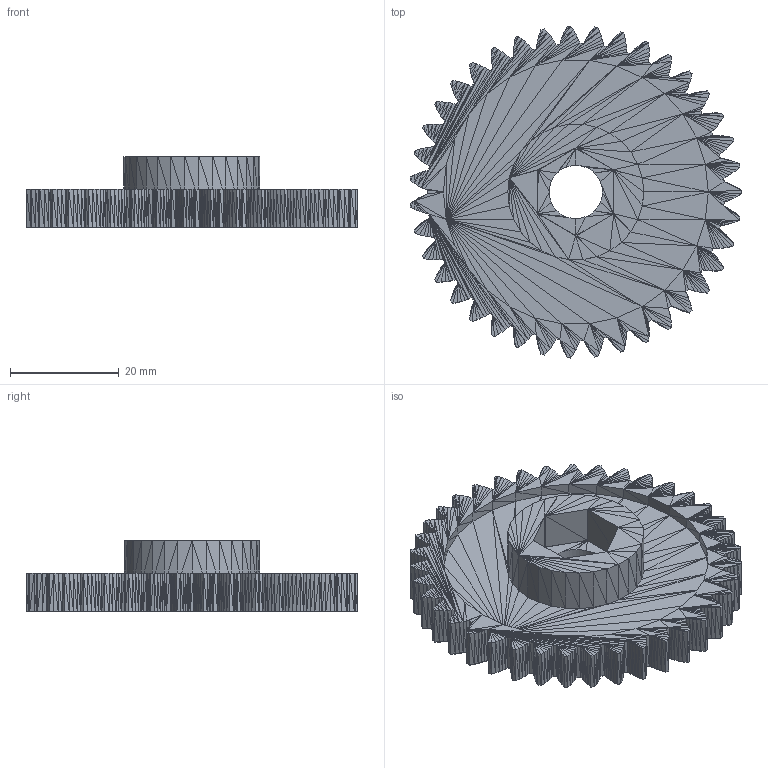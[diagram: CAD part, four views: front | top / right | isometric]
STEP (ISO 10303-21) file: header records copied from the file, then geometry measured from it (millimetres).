
FILE_DESCRIPTION (( 'STEP AP214' ), '1' );
FILE_NAME ('wade-large-gear.STEP', '2012-06-16T17:34:19', ( '' ), ( '' ), 'SwSTEP 2.0', 'SolidWorks 2011', '' );
FILE_SCHEMA (( 'AUTOMOTIVE_DESIGN' ));
Length unit declared in the file: metre
Products named in the file (1): wade-large-gear
Bounding box: 60.97 x 61.02 x 13 mm (x, y, z)
Volume: 17031.1 mm3; surface area: 8928.3 mm2
Topology: 1 solids, 1 shells, 2530 faces, 3816 edges, 1286 vertices
Faces by surface type: plane 2528, cylinder 2
Entity records: 49604 total; most frequent: DIRECTION 8916, CARTESIAN_POINT 7633, ORIENTED_EDGE 7632, EDGE_CURVE 3816, VECTOR 3778, LINE 3778, AXIS2_PLACEMENT_3D 2569, FACE_OUTER_BOUND 2530
